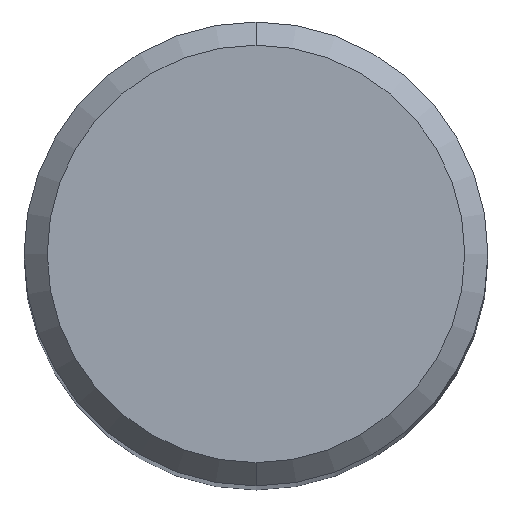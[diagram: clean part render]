
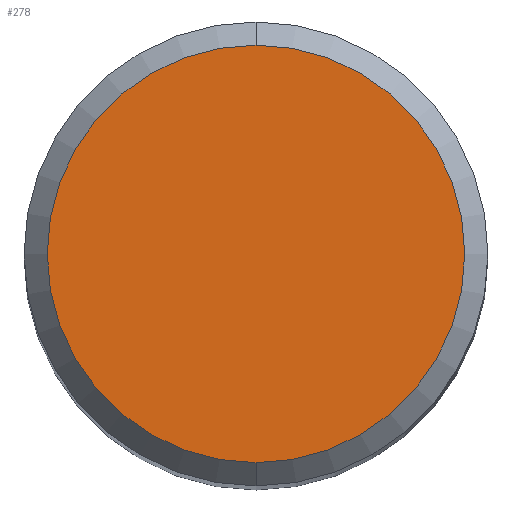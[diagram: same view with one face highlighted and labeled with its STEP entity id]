
A CAD part, top view. The second image highlights one B-rep face of the part: STEP entity #278.
In plain terms, the highlighted planar face has unit normal (0, 0, 1).
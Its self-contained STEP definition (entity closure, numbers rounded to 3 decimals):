
#278=ADVANCED_FACE('',(#595),#596,.T.);
#284=EDGE_CURVE('',#296,#418,#602,.T.);
#296=VERTEX_POINT('',#614);
#418=VERTEX_POINT('',#746);
#448=EDGE_CURVE('',#418,#296,#778,.T.);
#595=FACE_OUTER_BOUND('',#1029,.T.);
#596=PLANE('',#1030);
#602=CIRCLE('',#1039,5.4);
#614=CARTESIAN_POINT('',(0.0,5.4,0.0));
#746=CARTESIAN_POINT('',(0.,-5.4,0.0));
#778=CIRCLE('',#1474,5.4);
#1029=EDGE_LOOP('',(#1641,#1642));
#1030=AXIS2_PLACEMENT_3D('',#1643,#1644,#1645);
#1039=AXIS2_PLACEMENT_3D('',#1647,#1648,#1649);
#1474=AXIS2_PLACEMENT_3D('',#1820,#1821,#1822);
#1641=ORIENTED_EDGE('',*,*,#284,.F.);
#1642=ORIENTED_EDGE('',*,*,#448,.F.);
#1643=CARTESIAN_POINT('',(0.0,2.7,0.0));
#1644=DIRECTION('',(-0.0,0.0,1.0));
#1645=DIRECTION('',(0.0,-1.0,0.0));
#1647=CARTESIAN_POINT('',(0.0,0.0,0.0));
#1648=DIRECTION('',(0.0,0.0,-1.0));
#1649=DIRECTION('',(0.0,1.0,0.0));
#1820=CARTESIAN_POINT('',(0.0,0.0,0.0));
#1821=DIRECTION('',(0.0,0.0,-1.0));
#1822=DIRECTION('',(0.0,1.0,0.0));
